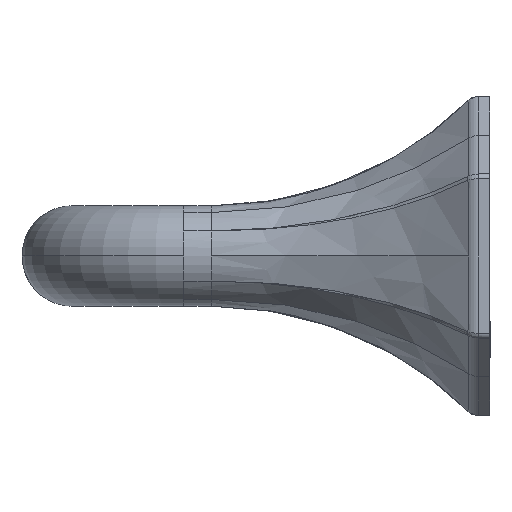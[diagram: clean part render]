
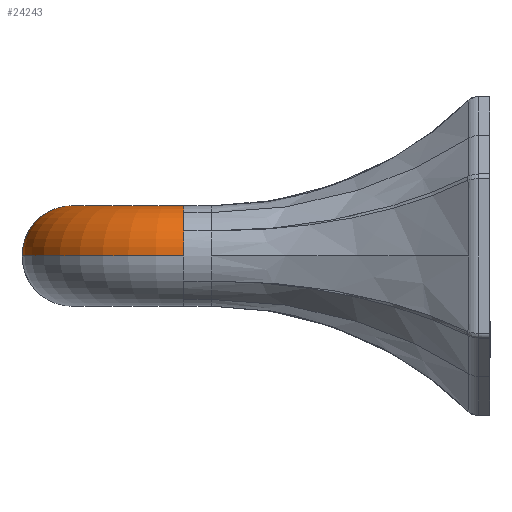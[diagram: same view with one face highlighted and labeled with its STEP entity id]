
A CAD part, left-side view. The second image highlights one B-rep face of the part: STEP entity #24243.
In plain terms, the highlighted toroidal (fillet/blend) face has major radius 20 mm and minor radius 9 mm.
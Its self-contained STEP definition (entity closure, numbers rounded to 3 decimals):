
#23377=CARTESIAN_POINT('Vertex',(-300.,55.,9.)) ;
#23380=CARTESIAN_POINT('Axis2P3D Location',(-300.,55.,0.)) ;
#23384=CARTESIAN_POINT('Vertex',(-304.5,55.,7.794)) ;
#23506=CARTESIAN_POINT('Vertex',(-292.206,55.,4.5)) ;
#23509=CARTESIAN_POINT('Axis2P3D Location',(-300.,55.,0.)) ;
#23513=CARTESIAN_POINT('Vertex',(-295.5,55.,7.794)) ;
#23733=CARTESIAN_POINT('Vertex',(-291.,55.,0.)) ;
#23736=CARTESIAN_POINT('Axis2P3D Location',(-300.,55.,0.)) ;
#24157=CARTESIAN_POINT('Axis2P3D Location',(-280.,55.,0.)) ;
#24162=CARTESIAN_POINT('Axis2P3D Location',(-280.,75.,0.)) ;
#24166=CARTESIAN_POINT('Vertex',(-280.,75.,9.)) ;
#24168=CARTESIAN_POINT('Vertex',(-280.,70.5,7.794)) ;
#24171=CARTESIAN_POINT('Axis2P3D Location',(-280.,75.,0.)) ;
#24175=CARTESIAN_POINT('Vertex',(-280.,79.5,7.794)) ;
#24178=CARTESIAN_POINT('Axis2P3D Location',(-280.,75.,0.)) ;
#24182=CARTESIAN_POINT('Vertex',(-280.,84.,0.)) ;
#24185=CARTESIAN_POINT('Axis2P3D Location',(-280.,55.,0.)) ;
#24189=CARTESIAN_POINT('Vertex',(-309.,55.,0.)) ;
#24192=CARTESIAN_POINT('Axis2P3D Location',(-300.,55.,0.)) ;
#24196=CARTESIAN_POINT('Vertex',(-307.794,55.,4.5)) ;
#24199=CARTESIAN_POINT('Axis2P3D Location',(-300.,55.,0.)) ;
#24204=CARTESIAN_POINT('Axis2P3D Location',(-300.,55.,0.)) ;
#24209=CARTESIAN_POINT('Axis2P3D Location',(-280.,55.,0.)) ;
#24213=CARTESIAN_POINT('Vertex',(-280.,66.,0.)) ;
#24216=CARTESIAN_POINT('Axis2P3D Location',(-280.,75.,0.)) ;
#24220=CARTESIAN_POINT('Vertex',(-280.,67.206,4.5)) ;
#24223=CARTESIAN_POINT('Axis2P3D Location',(-280.,75.,0.)) ;
#23381=DIRECTION('Axis2P3D Direction',(0.,-1.,0.)) ;
#23510=DIRECTION('Axis2P3D Direction',(0.,-1.,0.)) ;
#23737=DIRECTION('Axis2P3D Direction',(0.,-1.,0.)) ;
#24158=DIRECTION('Axis2P3D Direction',(0.,0.,1.)) ;
#24159=DIRECTION('Axis2P3D XDirection',(0.,1.,0.)) ;
#24163=DIRECTION('Axis2P3D Direction',(1.,0.,0.)) ;
#24172=DIRECTION('Axis2P3D Direction',(1.,0.,0.)) ;
#24179=DIRECTION('Axis2P3D Direction',(1.,0.,0.)) ;
#24186=DIRECTION('Axis2P3D Direction',(0.,0.,1.)) ;
#24193=DIRECTION('Axis2P3D Direction',(0.,1.,0.)) ;
#24200=DIRECTION('Axis2P3D Direction',(0.,1.,0.)) ;
#24205=DIRECTION('Axis2P3D Direction',(0.,1.,0.)) ;
#24210=DIRECTION('Axis2P3D Direction',(0.,0.,1.)) ;
#24217=DIRECTION('Axis2P3D Direction',(1.,0.,0.)) ;
#24224=DIRECTION('Axis2P3D Direction',(1.,0.,0.)) ;
#23382=AXIS2_PLACEMENT_3D('Circle Axis2P3D',#23380,#23381,$) ;
#23511=AXIS2_PLACEMENT_3D('Circle Axis2P3D',#23509,#23510,$) ;
#23738=AXIS2_PLACEMENT_3D('Circle Axis2P3D',#23736,#23737,$) ;
#24160=AXIS2_PLACEMENT_3D('Torus Axis2P3D',#24157,#24158,#24159) ;
#24164=AXIS2_PLACEMENT_3D('Circle Axis2P3D',#24162,#24163,$) ;
#24173=AXIS2_PLACEMENT_3D('Circle Axis2P3D',#24171,#24172,$) ;
#24180=AXIS2_PLACEMENT_3D('Circle Axis2P3D',#24178,#24179,$) ;
#24187=AXIS2_PLACEMENT_3D('Circle Axis2P3D',#24185,#24186,$) ;
#24194=AXIS2_PLACEMENT_3D('Circle Axis2P3D',#24192,#24193,$) ;
#24201=AXIS2_PLACEMENT_3D('Circle Axis2P3D',#24199,#24200,$) ;
#24206=AXIS2_PLACEMENT_3D('Circle Axis2P3D',#24204,#24205,$) ;
#24211=AXIS2_PLACEMENT_3D('Circle Axis2P3D',#24209,#24210,$) ;
#24218=AXIS2_PLACEMENT_3D('Circle Axis2P3D',#24216,#24217,$) ;
#24225=AXIS2_PLACEMENT_3D('Circle Axis2P3D',#24223,#24224,$) ;
#23383=CIRCLE('generated circle',#23382,9.) ;
#23512=CIRCLE('generated circle',#23511,9.) ;
#23739=CIRCLE('generated circle',#23738,9.) ;
#24165=CIRCLE('generated circle',#24164,9.) ;
#24174=CIRCLE('generated circle',#24173,9.) ;
#24181=CIRCLE('generated circle',#24180,9.) ;
#24188=CIRCLE('generated circle',#24187,29.) ;
#24195=CIRCLE('generated circle',#24194,9.) ;
#24202=CIRCLE('generated circle',#24201,9.) ;
#24207=CIRCLE('generated circle',#24206,9.) ;
#24212=CIRCLE('generated circle',#24211,11.) ;
#24219=CIRCLE('generated circle',#24218,9.) ;
#24226=CIRCLE('generated circle',#24225,9.) ;
#24161=TOROIDAL_SURFACE('homeo Torus',#24160,20.,9.) ;
#23386=EDGE_CURVE('',#23385,#23378,#23383,.F.) ;
#23515=EDGE_CURVE('',#23514,#23507,#23512,.F.) ;
#23740=EDGE_CURVE('',#23507,#23734,#23739,.F.) ;
#24170=EDGE_CURVE('',#24167,#24169,#24165,.T.) ;
#24177=EDGE_CURVE('',#24176,#24167,#24174,.T.) ;
#24184=EDGE_CURVE('',#24183,#24176,#24181,.T.) ;
#24191=EDGE_CURVE('',#24183,#24190,#24188,.T.) ;
#24198=EDGE_CURVE('',#24190,#24197,#24195,.T.) ;
#24203=EDGE_CURVE('',#23385,#24197,#24202,.F.) ;
#24208=EDGE_CURVE('',#23514,#23378,#24207,.F.) ;
#24215=EDGE_CURVE('',#24214,#23734,#24212,.T.) ;
#24222=EDGE_CURVE('',#24221,#24214,#24219,.T.) ;
#24227=EDGE_CURVE('',#24169,#24221,#24226,.T.) ;
#24229=ORIENTED_EDGE('',*,*,#24170,.F.) ;
#24230=ORIENTED_EDGE('',*,*,#24177,.F.) ;
#24231=ORIENTED_EDGE('',*,*,#24184,.F.) ;
#24232=ORIENTED_EDGE('',*,*,#24191,.T.) ;
#24233=ORIENTED_EDGE('',*,*,#24198,.T.) ;
#24234=ORIENTED_EDGE('',*,*,#24203,.F.) ;
#24235=ORIENTED_EDGE('',*,*,#23386,.T.) ;
#24236=ORIENTED_EDGE('',*,*,#24208,.F.) ;
#24237=ORIENTED_EDGE('',*,*,#23515,.T.) ;
#24238=ORIENTED_EDGE('',*,*,#23740,.T.) ;
#24239=ORIENTED_EDGE('',*,*,#24215,.F.) ;
#24240=ORIENTED_EDGE('',*,*,#24222,.F.) ;
#24241=ORIENTED_EDGE('',*,*,#24227,.F.) ;
#24228=EDGE_LOOP('',(#24229,#24230,#24231,#24232,#24233,#24234,#24235,#24236,#24237,#24238,#24239,#24240,#24241)) ;
#23378=VERTEX_POINT('',#23377) ;
#23385=VERTEX_POINT('',#23384) ;
#23507=VERTEX_POINT('',#23506) ;
#23514=VERTEX_POINT('',#23513) ;
#23734=VERTEX_POINT('',#23733) ;
#24167=VERTEX_POINT('',#24166) ;
#24169=VERTEX_POINT('',#24168) ;
#24176=VERTEX_POINT('',#24175) ;
#24183=VERTEX_POINT('',#24182) ;
#24190=VERTEX_POINT('',#24189) ;
#24197=VERTEX_POINT('',#24196) ;
#24214=VERTEX_POINT('',#24213) ;
#24221=VERTEX_POINT('',#24220) ;
#24243=ADVANCED_FACE('P30847.1\\PartBody',(#24242),#24161,.T.) ;
#24242=FACE_OUTER_BOUND('',#24228,.T.) ;
